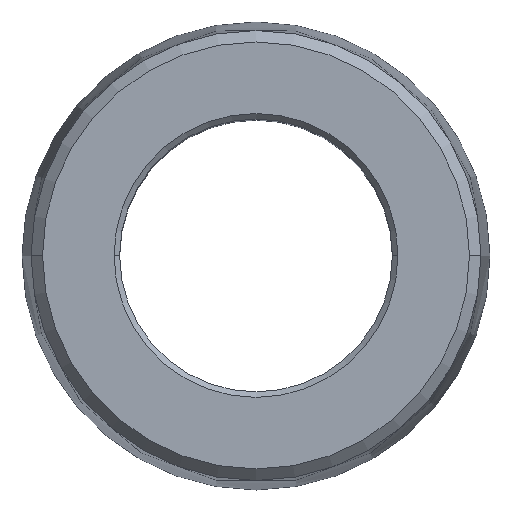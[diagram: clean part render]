
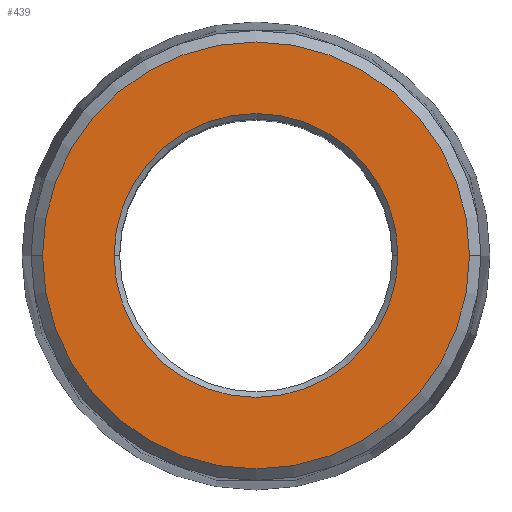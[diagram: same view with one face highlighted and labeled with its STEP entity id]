
A CAD part, top view. The second image highlights one B-rep face of the part: STEP entity #439.
In plain terms, the highlighted planar face has unit normal (0, 0, 1).
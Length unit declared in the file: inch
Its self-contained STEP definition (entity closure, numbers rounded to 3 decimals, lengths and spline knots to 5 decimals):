
#7 = EDGE_CURVE ( 'NONE', #45, #318, #272, .T. ) ;
#42 = FACE_OUTER_BOUND ( 'NONE', #291, .T. ) ;
#45 = VERTEX_POINT ( 'NONE', #104 ) ;
#47 = CIRCLE ( 'NONE', #326, 0.3185 ) ;
#51 = CARTESIAN_POINT ( 'NONE',  ( 0., 0., 1.375 ) ) ;
#56 = AXIS2_PLACEMENT_3D ( 'NONE', #51, #513, #213 ) ;
#61 = AXIS2_PLACEMENT_3D ( 'NONE', #311, #308, #354 ) ;
#66 = CARTESIAN_POINT ( 'NONE',  ( 0.3185, 0., 1.375 ) ) ;
#79 = DIRECTION ( 'NONE',  ( 0., 0., -1. ) ) ;
#83 = CARTESIAN_POINT ( 'NONE',  ( 0., 0., 1.375 ) ) ;
#104 = CARTESIAN_POINT ( 'NONE',  ( 0.47895, 0., 1.375 ) ) ;
#125 = DIRECTION ( 'NONE',  ( 0., 0., -1. ) ) ;
#127 = VERTEX_POINT ( 'NONE', #66 ) ;
#129 = CIRCLE ( 'NONE', #362, 0.3185 ) ;
#154 = CARTESIAN_POINT ( 'NONE',  ( 0., 0., 1.375 ) ) ;
#157 = ORIENTED_EDGE ( 'NONE', *, *, #367, .T. ) ;
#165 = DIRECTION ( 'NONE',  ( 0., 0., 1. ) ) ;
#166 = EDGE_LOOP ( 'NONE', ( #375, #157 ) ) ;
#199 = AXIS2_PLACEMENT_3D ( 'NONE', #468, #165, #462 ) ;
#200 = DIRECTION ( 'NONE',  ( 1., 0., 0. ) ) ;
#207 = FACE_BOUND ( 'NONE', #166, .T. ) ;
#209 = CIRCLE ( 'NONE', #56, 0.47895 ) ;
#213 = DIRECTION ( 'NONE',  ( 1., 0., 0. ) ) ;
#272 = CIRCLE ( 'NONE', #61, 0.47895 ) ;
#288 = EDGE_CURVE ( 'NONE', #127, #390, #47, .T. ) ;
#291 = EDGE_LOOP ( 'NONE', ( #328, #383 ) ) ;
#294 = CARTESIAN_POINT ( 'NONE',  ( -0.3185, 0., 1.375 ) ) ;
#303 = CARTESIAN_POINT ( 'NONE',  ( -0.47895, 0., 1.375 ) ) ;
#308 = DIRECTION ( 'NONE',  ( 0., 0., 1. ) ) ;
#311 = CARTESIAN_POINT ( 'NONE',  ( 0., 0., 1.375 ) ) ;
#318 = VERTEX_POINT ( 'NONE', #303 ) ;
#326 = AXIS2_PLACEMENT_3D ( 'NONE', #154, #79, #200 ) ;
#328 = ORIENTED_EDGE ( 'NONE', *, *, #331, .T. ) ;
#331 = EDGE_CURVE ( 'NONE', #318, #45, #209, .T. ) ;
#354 = DIRECTION ( 'NONE',  ( 1., 0., 0. ) ) ;
#362 = AXIS2_PLACEMENT_3D ( 'NONE', #83, #125, #391 ) ;
#367 = EDGE_CURVE ( 'NONE', #390, #127, #129, .T. ) ;
#375 = ORIENTED_EDGE ( 'NONE', *, *, #288, .T. ) ;
#383 = ORIENTED_EDGE ( 'NONE', *, *, #7, .T. ) ;
#390 = VERTEX_POINT ( 'NONE', #294 ) ;
#391 = DIRECTION ( 'NONE',  ( 1., 0., 0. ) ) ;
#439 = ADVANCED_FACE ( 'NONE', ( #207, #42 ), #551, .T. ) ;
#462 = DIRECTION ( 'NONE',  ( 1., 0., 0. ) ) ;
#468 = CARTESIAN_POINT ( 'NONE',  ( 0., 0., 1.375 ) ) ;
#513 = DIRECTION ( 'NONE',  ( 0., 0., 1. ) ) ;
#551 = PLANE ( 'NONE',  #199 ) ;
